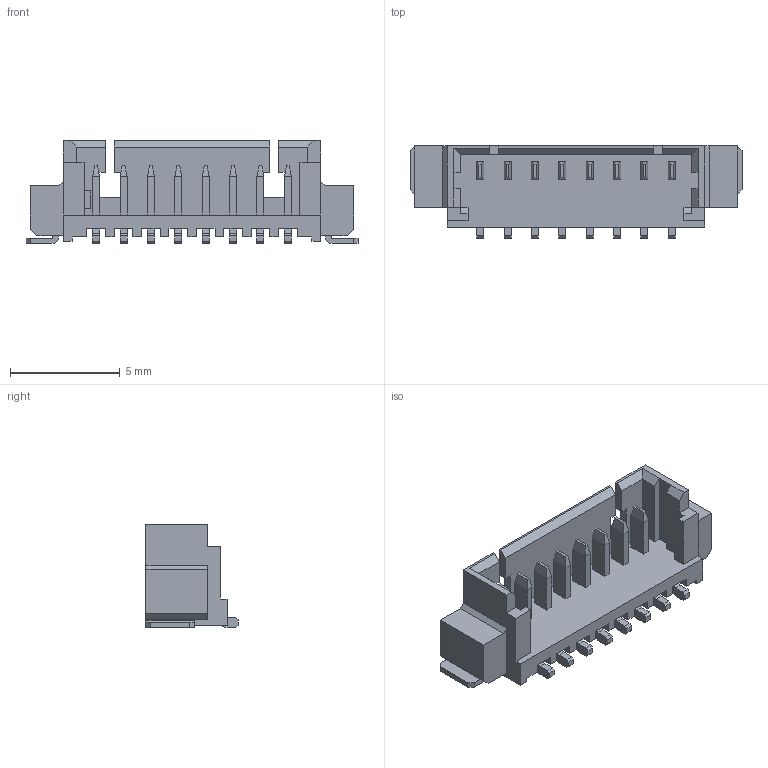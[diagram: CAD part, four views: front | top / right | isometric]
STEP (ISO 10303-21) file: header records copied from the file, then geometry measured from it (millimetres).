
FILE_DESCRIPTION((''),'2;1');
FILE_NAME('533980871','2014-06-17T',('me'),(''),'PRO/ENGINEER BY PARAMETRIC TECHNOLOGY CORPORATION, 2011490','PRO/ENGINEER BY PARAMETRIC TECHNOLOGY CORPORATION, 2011490','');
FILE_SCHEMA(('CONFIG_CONTROL_DESIGN'));
Length unit declared in the file: millimetre
Products named in the file (1): 533980871
Bounding box: 15.15 x 4.2 x 4.7 mm (x, y, z)
Volume: 84.1 mm3; surface area: 396.5 mm2
Topology: 1 solids, 2 shells, 378 faces, 1032 edges, 690 vertices
Faces by surface type: plane 370, cylinder 8
Entity records: 11597 total; most frequent: CARTESIAN_POINT 2055, ORIENTED_EDGE 1970, DIRECTION 1800, VECTOR 1014, LINE 1014, EDGE_CURVE 985, VERTEX_POINT 636, EDGE_LOOP 403
